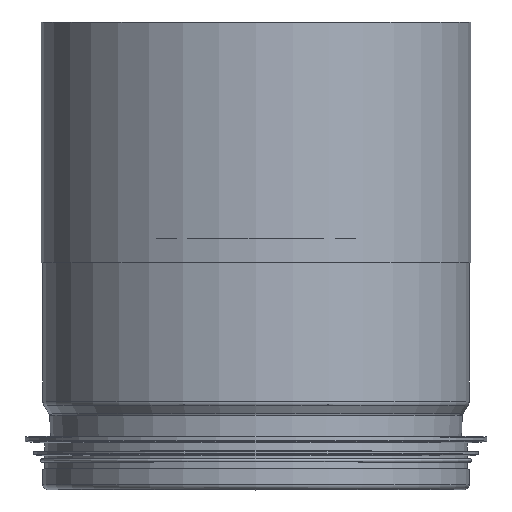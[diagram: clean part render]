
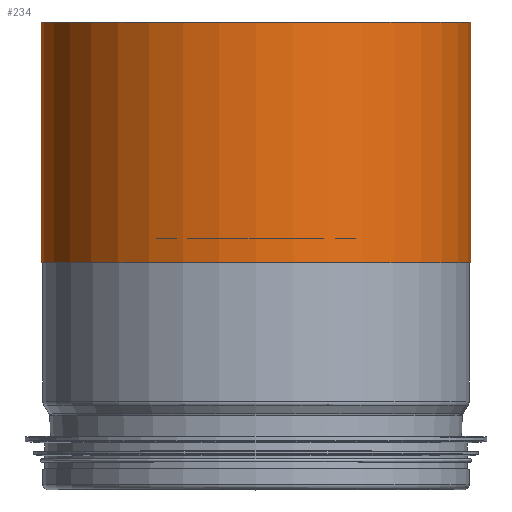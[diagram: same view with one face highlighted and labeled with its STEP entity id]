
A CAD part, top view. The second image highlights one B-rep face of the part: STEP entity #234.
In plain terms, the highlighted cylindrical face has radius 62.525 mm (diameter 125.05 mm), a full revolution.
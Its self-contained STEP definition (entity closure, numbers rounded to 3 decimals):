
#112=CARTESIAN_POINT('',(62.525,67.5,-0.001));
#113=VERTEX_POINT('',#112);
#131=CARTESIAN_POINT('',(62.525,67.5,0.0));
#132=VERTEX_POINT('',#131);
#139=CARTESIAN_POINT('',(0.0,67.5,0.0));
#140=DIRECTION('',(0.0,-1.0,0.0));
#141=DIRECTION('',(1.0,0.0,0.0));
#142=AXIS2_PLACEMENT_3D('',#139,#140,#141);
#143=CIRCLE('',#142,62.525);
#144=EDGE_CURVE('',#132,#113,#143,.T.);
#186=CARTESIAN_POINT('',(62.525,137.5,-0.001));
#187=VERTEX_POINT('',#186);
#194=CARTESIAN_POINT('',(62.525,137.5,0.0));
#195=VERTEX_POINT('',#194);
#196=CARTESIAN_POINT('',(0.0,137.5,0.0));
#197=DIRECTION('',(0.0,-1.0,0.0));
#198=DIRECTION('',(1.0,0.0,0.0));
#199=AXIS2_PLACEMENT_3D('',#196,#197,#198);
#200=CIRCLE('',#199,62.525);
#201=EDGE_CURVE('',#195,#187,#200,.T.);
#213=CARTESIAN_POINT('',(0.0,102.5,0.0));
#214=DIRECTION('',(0.0,-1.0,0.0));
#215=DIRECTION('',(1.0,0.0,0.0));
#216=AXIS2_PLACEMENT_3D('',#213,#214,#215);
#217=CYLINDRICAL_SURFACE('',#216,62.525);
#218=CARTESIAN_POINT('',(62.525,137.5,-0.001));
#219=DIRECTION('',(0.0,-1.0,0.0));
#220=VECTOR('',#219,70.);
#221=LINE('',#218,#220);
#222=EDGE_CURVE('',#187,#113,#221,.T.);
#223=ORIENTED_EDGE('',*,*,#222,.T.);
#224=ORIENTED_EDGE('',*,*,#144,.F.);
#225=CARTESIAN_POINT('',(62.525,67.5,0.0));
#226=DIRECTION('',(0.0,1.0,0.0));
#227=VECTOR('',#226,70.0);
#228=LINE('',#225,#227);
#229=EDGE_CURVE('',#132,#195,#228,.T.);
#230=ORIENTED_EDGE('',*,*,#229,.T.);
#231=ORIENTED_EDGE('',*,*,#201,.T.);
#232=EDGE_LOOP('',(#223,#224,#230,#231));
#233=FACE_OUTER_BOUND('',#232,.T.);
#234=ADVANCED_FACE('',(#233),#217,.T.);
